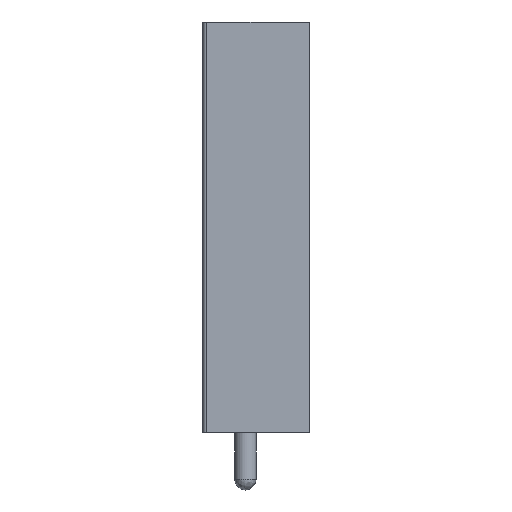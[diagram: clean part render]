
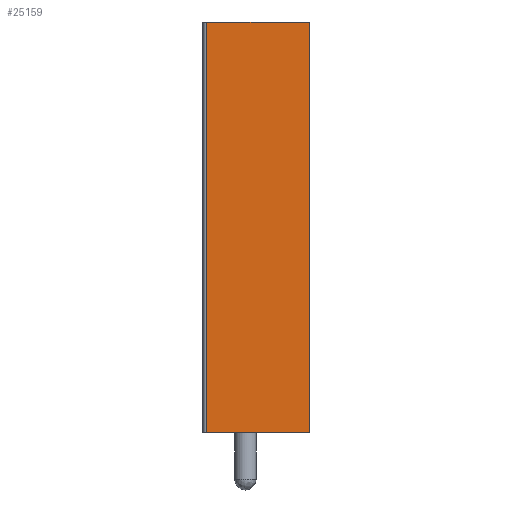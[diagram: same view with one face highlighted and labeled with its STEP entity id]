
A CAD part, top view. The second image highlights one B-rep face of the part: STEP entity #25159.
In plain terms, the highlighted planar face has unit normal (0, 0, 1).
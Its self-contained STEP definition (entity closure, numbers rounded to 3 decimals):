
#938=PLANE('',#26665);
#2377=FACE_OUTER_BOUND('',#3806,.T.);
#3806=EDGE_LOOP('',(#20418,#20419,#20420,#20421));
#5973=LINE('',#38394,#9199);
#6088=LINE('',#38630,#9314);
#6103=LINE('',#38667,#9329);
#7039=LINE('',#40529,#10265);
#9199=VECTOR('',#29781,10.);
#9314=VECTOR('',#30022,10.);
#9329=VECTOR('',#30059,10.);
#10265=VECTOR('',#31947,10.);
#12206=VERTEX_POINT('',#38344);
#12216=VERTEX_POINT('',#38370);
#12222=VERTEX_POINT('',#38390);
#12290=VERTEX_POINT('',#38661);
#14524=EDGE_CURVE('',#12216,#12222,#5973,.T.);
#14645=EDGE_CURVE('',#12206,#12216,#6088,.T.);
#14664=EDGE_CURVE('',#12290,#12206,#6103,.T.);
#15621=EDGE_CURVE('',#12222,#12290,#7039,.T.);
#20418=ORIENTED_EDGE('',*,*,#14524,.F.);
#20419=ORIENTED_EDGE('',*,*,#14645,.F.);
#20420=ORIENTED_EDGE('',*,*,#14664,.F.);
#20421=ORIENTED_EDGE('',*,*,#15621,.F.);
#25159=ADVANCED_FACE('',(#2377),#938,.T.);
#26665=AXIS2_PLACEMENT_3D('',#40528,#31945,#31946);
#29781=DIRECTION('',(-1.,0.,0.));
#30022=DIRECTION('',(0.,-1.,0.));
#30059=DIRECTION('',(1.,0.,0.));
#31945=DIRECTION('center_axis',(0.,0.,1.));
#31946=DIRECTION('ref_axis',(1.,0.,0.));
#31947=DIRECTION('',(0.,1.,0.));
#38344=CARTESIAN_POINT('',(-0.001,24.999,6.3));
#38370=CARTESIAN_POINT('',(-0.001,0.001,6.3));
#38390=CARTESIAN_POINT('',(-6.25,0.001,6.3));
#38394=CARTESIAN_POINT('',(-4.875,0.001,6.3));
#38630=CARTESIAN_POINT('',(-0.001,0.,6.3));
#38661=CARTESIAN_POINT('',(-6.25,24.999,6.3));
#38667=CARTESIAN_POINT('',(-4.875,24.999,6.3));
#40528=CARTESIAN_POINT('Origin',(-6.5,0.,6.3));
#40529=CARTESIAN_POINT('',(-6.25,0.,6.3));
